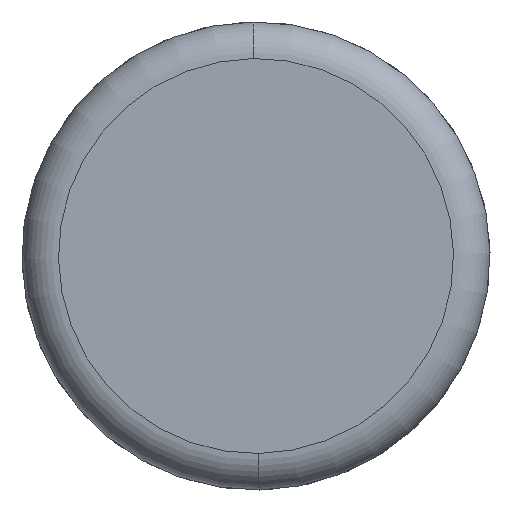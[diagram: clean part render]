
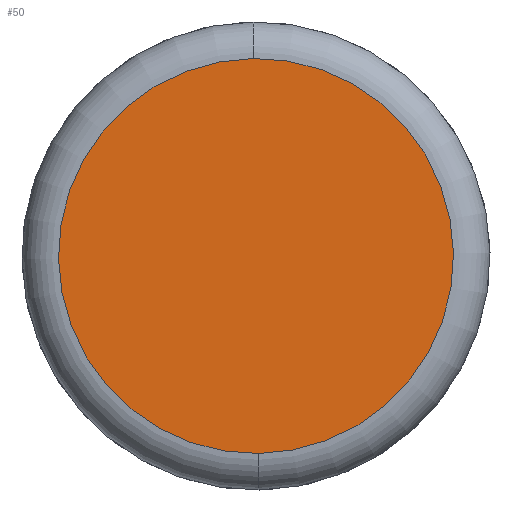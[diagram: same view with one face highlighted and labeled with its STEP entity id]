
A CAD part, left-side view. The second image highlights one B-rep face of the part: STEP entity #50.
In plain terms, the highlighted face is planar.
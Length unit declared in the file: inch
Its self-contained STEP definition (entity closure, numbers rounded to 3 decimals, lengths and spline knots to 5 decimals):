
#50 = ADVANCED_FACE ( 'NONE', ( #1315 ), #1480, .F. ) ;
#95 = DIRECTION ( 'NONE',  ( 0., 0., 1. ) ) ;
#128 = DIRECTION ( 'NONE',  ( -1., 0., 0. ) ) ;
#165 = VERTEX_POINT ( 'NONE', #1812 ) ;
#317 = DIRECTION ( 'NONE',  ( 0., 0., 1. ) ) ;
#334 = ORIENTED_EDGE ( 'NONE', *, *, #1035, .F. ) ;
#447 = CARTESIAN_POINT ( 'NONE',  ( 0.3735, 0., 0. ) ) ;
#453 = DIRECTION ( 'NONE',  ( 0., 0., 1. ) ) ;
#580 = DIRECTION ( 'NONE',  ( -1., 0., 0. ) ) ;
#600 = CARTESIAN_POINT ( 'NONE',  ( 0.3735, 0., 0. ) ) ;
#650 = AXIS2_PLACEMENT_3D ( 'NONE', #600, #580, #453 ) ;
#773 = EDGE_LOOP ( 'NONE', ( #334, #1138 ) ) ;
#892 = VERTEX_POINT ( 'NONE', #1209 ) ;
#1035 = EDGE_CURVE ( 'NONE', #892, #165, #1947, .T. ) ;
#1059 = AXIS2_PLACEMENT_3D ( 'NONE', #1460, #128, #95 ) ;
#1129 = AXIS2_PLACEMENT_3D ( 'NONE', #447, #1675, #317 ) ;
#1138 = ORIENTED_EDGE ( 'NONE', *, *, #1526, .F. ) ;
#1209 = CARTESIAN_POINT ( 'NONE',  ( 0.3735, 0., 0.1705 ) ) ;
#1315 = FACE_OUTER_BOUND ( 'NONE', #773, .T. ) ;
#1460 = CARTESIAN_POINT ( 'NONE',  ( 0.3735, 0.1705, 0. ) ) ;
#1480 = PLANE ( 'NONE',  #1059 ) ;
#1508 = CIRCLE ( 'NONE', #650, 0.1705 ) ;
#1526 = EDGE_CURVE ( 'NONE', #165, #892, #1508, .T. ) ;
#1675 = DIRECTION ( 'NONE',  ( -1., 0., 0. ) ) ;
#1812 = CARTESIAN_POINT ( 'NONE',  ( 0.3735, 0., -0.1705 ) ) ;
#1947 = CIRCLE ( 'NONE', #1129, 0.1705 ) ;
